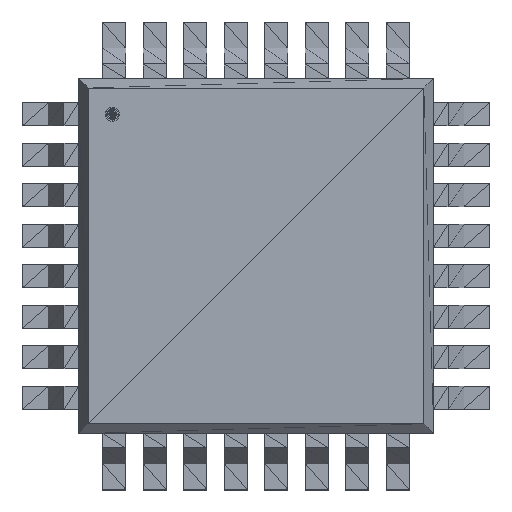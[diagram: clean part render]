
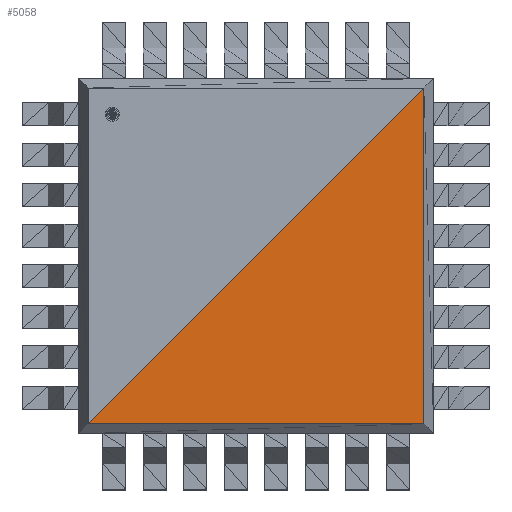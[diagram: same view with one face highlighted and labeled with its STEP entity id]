
A CAD part, top view. The second image highlights one B-rep face of the part: STEP entity #5058.
In plain terms, the highlighted planar face has unit normal (0, 0, 1).
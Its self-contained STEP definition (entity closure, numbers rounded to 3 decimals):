
#5058=ADVANCED_FACE('',(#5064),#5059,.F.);
#5059=PLANE('',#5060);
#5060=AXIS2_PLACEMENT_3D('',#5061,#5062,#5063);
#5061=CARTESIAN_POINT('Origin',(-3.315,-3.315,1.194));
#5062=DIRECTION('center_axis',(0.0,0.0,-1.0));
#5063=DIRECTION('ref_axis',(0.,1.,0.));
#5064=FACE_OUTER_BOUND('',#5065,.T.);
#5065=EDGE_LOOP('',(#5066,#5076,#5086));
#5066=ORIENTED_EDGE('',*,*,#5067,.F.);
#5067=EDGE_CURVE('',#5068,#5070,#5072,.T.);
#5068=VERTEX_POINT('',#5069);
#5069=CARTESIAN_POINT('',(3.315,-3.315,1.194));
#5070=VERTEX_POINT('',#5071);
#5071=CARTESIAN_POINT('',(-3.315,-3.315,1.194));
#5072=LINE('',#5073,#5074);
#5073=CARTESIAN_POINT('',(3.315,-3.315,1.194));
#5074=VECTOR('',#5075,6.63);
#5075=DIRECTION('',(-1.0,0.0,0.0));
#5076=ORIENTED_EDGE('',*,*,#5077,.F.);
#5077=EDGE_CURVE('',#5078,#5080,#5082,.T.);
#5078=VERTEX_POINT('',#5079);
#5079=CARTESIAN_POINT('',(3.315,3.315,1.194));
#5080=VERTEX_POINT('',#5069);
#5082=LINE('',#5083,#5084);
#5083=CARTESIAN_POINT('',(3.315,3.315,1.194));
#5084=VECTOR('',#5085,6.63);
#5085=DIRECTION('',(0.0,-1.0,0.0));
#5086=ORIENTED_EDGE('',*,*,#5087,.F.);
#5087=EDGE_CURVE('',#5088,#5090,#5092,.T.);
#5088=VERTEX_POINT('',#5071);
#5090=VERTEX_POINT('',#5079);
#5092=LINE('',#5093,#5094);
#5093=CARTESIAN_POINT('',(-3.315,-3.315,1.194));
#5094=VECTOR('',#5095,9.377);
#5095=DIRECTION('',(0.707,0.707,0.0));
